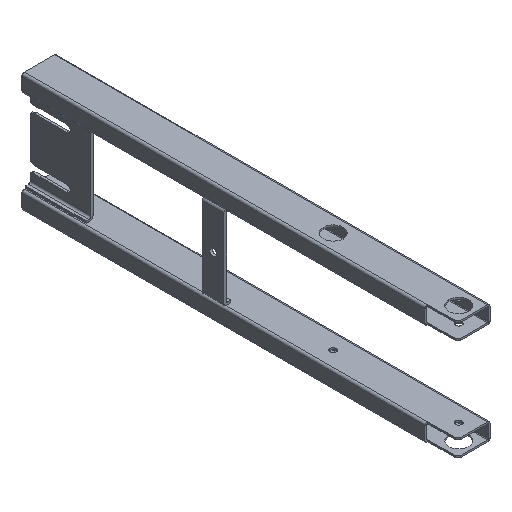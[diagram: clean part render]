
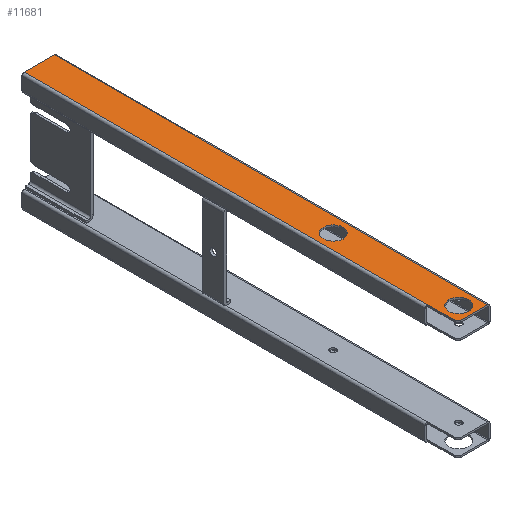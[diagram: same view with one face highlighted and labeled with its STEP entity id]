
A CAD part, isometric view. The second image highlights one B-rep face of the part: STEP entity #11681.
In plain terms, the highlighted planar face has unit normal (0, 0, 1).
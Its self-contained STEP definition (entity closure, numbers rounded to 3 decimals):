
#10807=DIRECTION('',(-1.,0.,0.));
#10808=VECTOR('',#10807,31.5);
#10809=CARTESIAN_POINT('',(20.5,-688.5,-775.25));
#10810=LINE('',#10809,#10808);
#10811=DIRECTION('',(-0.707,0.707,0.));
#10812=VECTOR('',#10811,4.243);
#10813=CARTESIAN_POINT('',(-11.,-688.5,-775.25));
#10814=LINE('',#10813,#10812);
#10815=DIRECTION('',(0.,1.,0.));
#10816=VECTOR('',#10815,32.);
#10817=CARTESIAN_POINT('',(-14.,-685.5,-775.25));
#10818=LINE('',#10817,#10816);
#10819=CARTESIAN_POINT('',(3.,-672.5,-775.25));
#10820=DIRECTION('',(0.,0.,1.));
#10821=DIRECTION('',(0.,-1.,0.));
#10822=AXIS2_PLACEMENT_3D('',#10819,#10820,#10821);
#10824=CARTESIAN_POINT('',(3.,-672.5,-775.25));
#10825=DIRECTION('',(0.,0.,1.));
#10826=DIRECTION('',(0.,1.,0.));
#10827=AXIS2_PLACEMENT_3D('',#10824,#10825,#10826);
#10829=CARTESIAN_POINT('',(3.,-527.5,-775.25));
#10830=DIRECTION('',(0.,0.,1.));
#10831=DIRECTION('',(0.,-1.,0.));
#10832=AXIS2_PLACEMENT_3D('',#10829,#10830,#10831);
#10834=CARTESIAN_POINT('',(3.,-527.5,-775.25));
#10835=DIRECTION('',(0.,0.,1.));
#10836=DIRECTION('',(0.,1.,0.));
#10837=AXIS2_PLACEMENT_3D('',#10834,#10835,#10836);
#10857=DIRECTION('',(1.,0.,0.));
#10858=VECTOR('',#10857,0.5);
#10859=CARTESIAN_POINT('',(-14.5,-653.5,-775.25));
#10860=LINE('',#10859,#10858);
#10910=DIRECTION('',(-1.,0.,0.));
#10911=VECTOR('',#10910,35.);
#10912=CARTESIAN_POINT('',(20.5,-188.5,-775.25));
#10913=LINE('',#10912,#10911);
#10971=DIRECTION('',(0.,-1.,0.));
#10972=VECTOR('',#10971,465.);
#10973=CARTESIAN_POINT('',(-14.5,-188.5,-775.25));
#10974=LINE('',#10973,#10972);
#11021=DIRECTION('',(0.,1.,0.));
#11022=VECTOR('',#11021,500.);
#11023=CARTESIAN_POINT('',(20.5,-688.5,-775.25));
#11024=LINE('',#11023,#11022);
#11295=CARTESIAN_POINT('',(20.5,-688.5,-775.25));
#11297=VERTEX_POINT('',#11295);
#11319=CARTESIAN_POINT('',(-11.,-688.5,-775.25));
#11320=VERTEX_POINT('',#11319);
#11321=CARTESIAN_POINT('',(-14.,-685.5,-775.25));
#11322=VERTEX_POINT('',#11321);
#11323=CARTESIAN_POINT('',(-14.,-653.5,-775.25));
#11324=VERTEX_POINT('',#11323);
#11325=CARTESIAN_POINT('',(-14.5,-653.5,-775.25));
#11326=VERTEX_POINT('',#11325);
#11327=CARTESIAN_POINT('',(20.5,-188.5,-775.25));
#11328=CARTESIAN_POINT('',(-14.5,-188.5,-775.25));
#11329=VERTEX_POINT('',#11327);
#11330=VERTEX_POINT('',#11328);
#11331=CARTESIAN_POINT('',(3.,-684.,-775.25));
#11332=CARTESIAN_POINT('',(3.,-661.,-775.25));
#11333=VERTEX_POINT('',#11331);
#11334=VERTEX_POINT('',#11332);
#11335=CARTESIAN_POINT('',(3.,-539.,-775.25));
#11336=CARTESIAN_POINT('',(3.,-516.,-775.25));
#11337=VERTEX_POINT('',#11335);
#11338=VERTEX_POINT('',#11336);
#11650=CARTESIAN_POINT('',(3.,-438.5,-775.25));
#11651=DIRECTION('',(0.,0.,1.));
#11652=DIRECTION('',(0.,1.,0.));
#11653=AXIS2_PLACEMENT_3D('',#11650,#11651,#11652);
#11654=PLANE('',#11653);
#11655=ORIENTED_EDGE('',*,*,#11581,.T.);
#11657=ORIENTED_EDGE('',*,*,#11656,.T.);
#11658=ORIENTED_EDGE('',*,*,#11640,.T.);
#11660=ORIENTED_EDGE('',*,*,#11659,.F.);
#11662=ORIENTED_EDGE('',*,*,#11661,.F.);
#11664=ORIENTED_EDGE('',*,*,#11663,.F.);
#11666=ORIENTED_EDGE('',*,*,#11665,.F.);
#11667=EDGE_LOOP('',(#11655,#11657,#11658,#11660,#11662,#11664,#11666));
#11668=FACE_OUTER_BOUND('',#11667,.F.);
#11670=ORIENTED_EDGE('',*,*,#11669,.T.);
#11672=ORIENTED_EDGE('',*,*,#11671,.T.);
#11673=EDGE_LOOP('',(#11670,#11672));
#11674=FACE_BOUND('',#11673,.F.);
#11676=ORIENTED_EDGE('',*,*,#11675,.T.);
#11678=ORIENTED_EDGE('',*,*,#11677,.T.);
#11679=EDGE_LOOP('',(#11676,#11678));
#11680=FACE_BOUND('',#11679,.F.);
#11681=ADVANCED_FACE('',(#11668,#11674,#11680),#11654,.T.);
#10823=CIRCLE('',#10822,11.5);
#10828=CIRCLE('',#10827,11.5);
#10833=CIRCLE('',#10832,11.5);
#10838=CIRCLE('',#10837,11.5);
#11581=EDGE_CURVE('',#11297,#11320,#10810,.T.);
#11640=EDGE_CURVE('',#11322,#11324,#10818,.T.);
#11656=EDGE_CURVE('',#11320,#11322,#10814,.T.);
#11659=EDGE_CURVE('',#11326,#11324,#10860,.T.);
#11661=EDGE_CURVE('',#11330,#11326,#10974,.T.);
#11663=EDGE_CURVE('',#11329,#11330,#10913,.T.);
#11665=EDGE_CURVE('',#11297,#11329,#11024,.T.);
#11669=EDGE_CURVE('',#11333,#11334,#10823,.T.);
#11671=EDGE_CURVE('',#11334,#11333,#10828,.T.);
#11675=EDGE_CURVE('',#11337,#11338,#10833,.T.);
#11677=EDGE_CURVE('',#11338,#11337,#10838,.T.);
